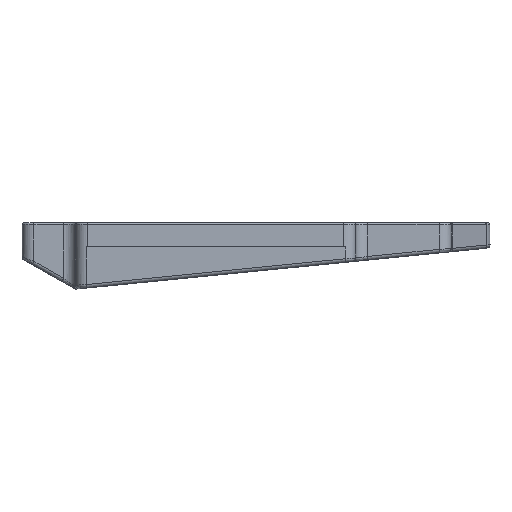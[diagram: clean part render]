
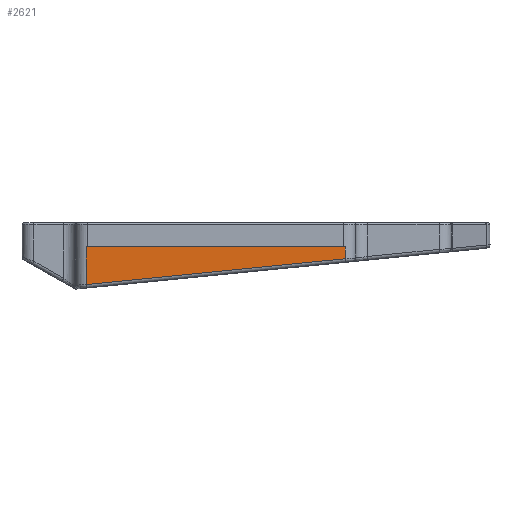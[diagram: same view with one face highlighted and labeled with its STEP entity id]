
A CAD part, left-side view. The second image highlights one B-rep face of the part: STEP entity #2621.
In plain terms, the highlighted planar face has unit normal (-1, 0, 0).
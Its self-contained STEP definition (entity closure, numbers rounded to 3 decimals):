
#51=B_SPLINE_CURVE_WITH_KNOTS('',3,(#4489,#4490,#4491,#4492),
 .UNSPECIFIED.,.F.,.F.,(4,4),(0.,0.001),.UNSPECIFIED.);
#116=PLANE('',#2917);
#250=FACE_OUTER_BOUND('',#431,.T.);
#431=EDGE_LOOP('',(#2158,#2159,#2160,#2161,#2162));
#641=LINE('',#3950,#838);
#668=LINE('',#4663,#865);
#747=LINE('',#5064,#944);
#748=LINE('',#5065,#945);
#838=VECTOR('',#3059,10.);
#865=VECTOR('',#3194,10.);
#944=VECTOR('',#3577,10.);
#945=VECTOR('',#3578,10.);
#1070=VERTEX_POINT('',#3944);
#1071=VERTEX_POINT('',#3949);
#1111=VERTEX_POINT('',#4488);
#1125=VERTEX_POINT('',#4662);
#1247=VERTEX_POINT('',#5063);
#1316=EDGE_CURVE('',#1071,#1070,#641,.T.);
#1377=EDGE_CURVE('',#1111,#1071,#51,.T.);
#1400=EDGE_CURVE('',#1111,#1125,#668,.T.);
#1575=EDGE_CURVE('',#1247,#1070,#747,.T.);
#1576=EDGE_CURVE('',#1247,#1125,#748,.T.);
#2158=ORIENTED_EDGE('',*,*,#1377,.T.);
#2159=ORIENTED_EDGE('',*,*,#1316,.T.);
#2160=ORIENTED_EDGE('',*,*,#1575,.F.);
#2161=ORIENTED_EDGE('',*,*,#1576,.T.);
#2162=ORIENTED_EDGE('',*,*,#1400,.F.);
#2621=ADVANCED_FACE('',(#250),#116,.F.);
#2917=AXIS2_PLACEMENT_3D('',#5062,#3575,#3576);
#3059=DIRECTION('',(0.,-0.995,0.099));
#3194=DIRECTION('',(0.,0.,1.));
#3575=DIRECTION('center_axis',(1.,0.,0.));
#3576=DIRECTION('ref_axis',(0.,0.,-1.));
#3577=DIRECTION('',(0.,0.,-1.));
#3578=DIRECTION('',(0.,1.,0.));
#3944=CARTESIAN_POINT('',(-157.48,-93.037,-7.618));
#3949=CARTESIAN_POINT('',(-157.48,-37.79,-13.115));
#3950=CARTESIAN_POINT('',(-157.48,-54.946,-11.408));
#4488=CARTESIAN_POINT('',(-157.48,-37.789,-13.106));
#4489=CARTESIAN_POINT('Ctrl Pts',(-157.48,-37.789,-13.106));
#4490=CARTESIAN_POINT('Ctrl Pts',(-157.48,-37.789,-13.109));
#4491=CARTESIAN_POINT('Ctrl Pts',(-157.48,-37.789,-13.112));
#4492=CARTESIAN_POINT('Ctrl Pts',(-157.48,-37.79,-13.115));
#4662=CARTESIAN_POINT('',(-157.48,-37.789,-5.08));
#4663=CARTESIAN_POINT('',(-157.48,-37.789,-17.78));
#5062=CARTESIAN_POINT('Origin',(-157.48,-74.204,-7.427));
#5063=CARTESIAN_POINT('',(-157.48,-93.037,-5.08));
#5064=CARTESIAN_POINT('',(-157.48,-93.037,-17.78));
#5065=CARTESIAN_POINT('',(-157.48,-74.103,-5.08));
